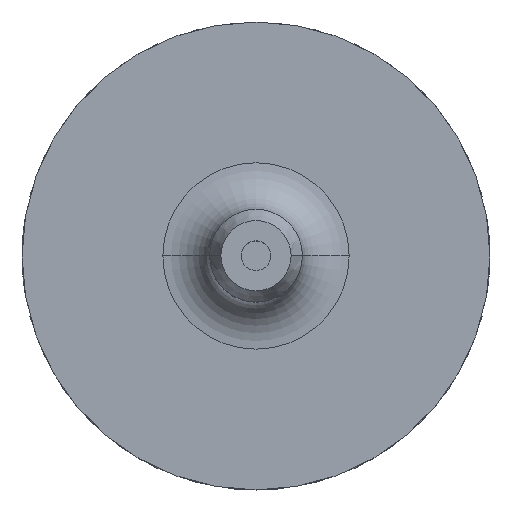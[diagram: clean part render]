
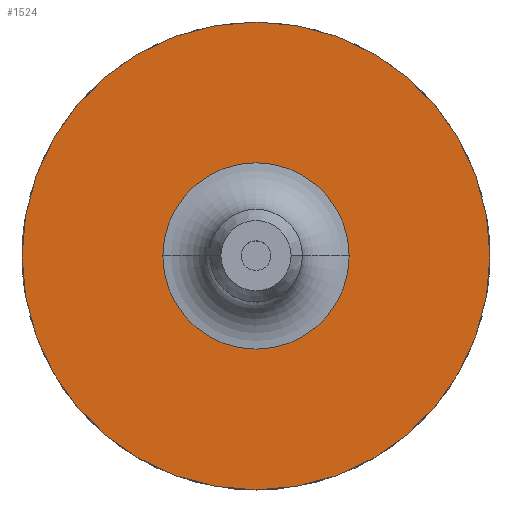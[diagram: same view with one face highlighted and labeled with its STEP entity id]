
A CAD part, top view. The second image highlights one B-rep face of the part: STEP entity #1524.
In plain terms, the highlighted planar face has unit normal (0, 0, 1).
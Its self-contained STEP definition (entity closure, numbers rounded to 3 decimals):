
#7 = CIRCLE ( 'NONE', #830, 50. ) ;
#8 = ORIENTED_EDGE ( 'NONE', *, *, #409, .T. ) ;
#12 = CIRCLE ( 'NONE', #938, 19.906 ) ;
#53 = CIRCLE ( 'NONE', #1319, 50. ) ;
#107 = DIRECTION ( 'NONE',  ( -1., 0., 0. ) ) ;
#112 = DIRECTION ( 'NONE',  ( 0., 0., -1. ) ) ;
#124 = PLANE ( 'NONE',  #1540 ) ;
#136 = ORIENTED_EDGE ( 'NONE', *, *, #655, .F. ) ;
#173 = CARTESIAN_POINT ( 'NONE',  ( 0., 50., 38. ) ) ;
#182 = DIRECTION ( 'NONE',  ( 0., 0., -1. ) ) ;
#195 = CARTESIAN_POINT ( 'NONE',  ( 0., 0., 38. ) ) ;
#216 = VERTEX_POINT ( 'NONE', #1548 ) ;
#300 = DIRECTION ( 'NONE',  ( -1., 0., 0. ) ) ;
#409 = EDGE_CURVE ( 'NONE', #1031, #1302, #12, .T. ) ;
#422 = FACE_BOUND ( 'NONE', #998, .T. ) ;
#454 = DIRECTION ( 'NONE',  ( 0., 0., -1. ) ) ;
#470 = CARTESIAN_POINT ( 'NONE',  ( 0., 0., 38. ) ) ;
#510 = DIRECTION ( 'NONE',  ( -1., 0., 0. ) ) ;
#538 = AXIS2_PLACEMENT_3D ( 'NONE', #843, #933, #870 ) ;
#591 = ORIENTED_EDGE ( 'NONE', *, *, #949, .T. ) ;
#653 = CARTESIAN_POINT ( 'NONE',  ( 19.906, 0., 38. ) ) ;
#655 = EDGE_CURVE ( 'NONE', #216, #1425, #7, .T. ) ;
#771 = EDGE_LOOP ( 'NONE', ( #1193, #136 ) ) ;
#815 = CARTESIAN_POINT ( 'NONE',  ( -50., 0., 38. ) ) ;
#830 = AXIS2_PLACEMENT_3D ( 'NONE', #470, #454, #510 ) ;
#843 = CARTESIAN_POINT ( 'NONE',  ( 0., 0., 38. ) ) ;
#870 = DIRECTION ( 'NONE',  ( -1., 0., 0. ) ) ;
#933 = DIRECTION ( 'NONE',  ( 0., 0., -1. ) ) ;
#938 = AXIS2_PLACEMENT_3D ( 'NONE', #195, #182, #300 ) ;
#949 = EDGE_CURVE ( 'NONE', #1302, #1031, #1429, .T. ) ;
#998 = EDGE_LOOP ( 'NONE', ( #591, #8 ) ) ;
#1031 = VERTEX_POINT ( 'NONE', #653 ) ;
#1105 = DIRECTION ( 'NONE',  ( -1., 0., 0. ) ) ;
#1106 = FACE_OUTER_BOUND ( 'NONE', #771, .T. ) ;
#1111 = DIRECTION ( 'NONE',  ( 0., 0., -1. ) ) ;
#1115 = CARTESIAN_POINT ( 'NONE',  ( 0., 0., 38. ) ) ;
#1119 = CARTESIAN_POINT ( 'NONE',  ( -19.906, 0., 38. ) ) ;
#1193 = ORIENTED_EDGE ( 'NONE', *, *, #1278, .F. ) ;
#1278 = EDGE_CURVE ( 'NONE', #1425, #216, #53, .T. ) ;
#1302 = VERTEX_POINT ( 'NONE', #1119 ) ;
#1319 = AXIS2_PLACEMENT_3D ( 'NONE', #1115, #1111, #1105 ) ;
#1425 = VERTEX_POINT ( 'NONE', #815 ) ;
#1429 = CIRCLE ( 'NONE', #538, 19.906 ) ;
#1524 = ADVANCED_FACE ( 'NONE', ( #422, #1106 ), #124, .F. ) ;
#1540 = AXIS2_PLACEMENT_3D ( 'NONE', #173, #112, #107 ) ;
#1548 = CARTESIAN_POINT ( 'NONE',  ( 50., 0., 38. ) ) ;
